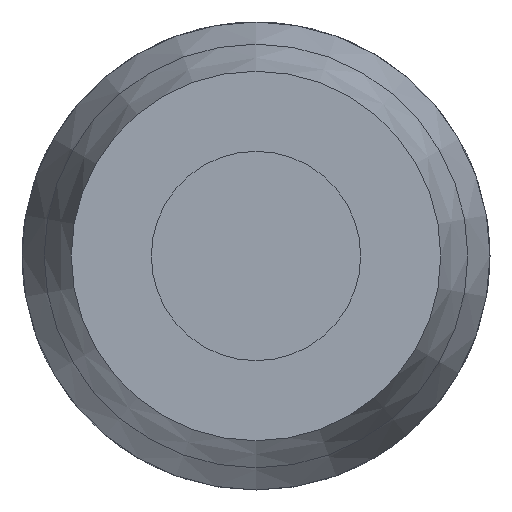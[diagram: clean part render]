
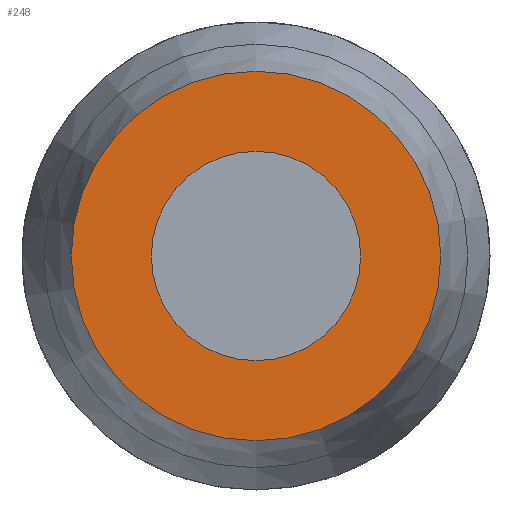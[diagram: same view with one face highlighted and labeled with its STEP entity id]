
A CAD part, front view. The second image highlights one B-rep face of the part: STEP entity #248.
In plain terms, the highlighted planar face has unit normal (0, -1, 0).
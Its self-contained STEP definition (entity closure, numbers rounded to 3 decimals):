
#14 = VERTEX_POINT ( 'NONE', #2690 ) ;
#248 = ADVANCED_FACE ( 'NONE', ( #2315, #3343 ), #504, .T. ) ;
#504 = PLANE ( 'NONE',  #1646 ) ;
#554 = DIRECTION ( 'NONE',  ( 0., 0., 1. ) ) ;
#919 = ORIENTED_EDGE ( 'NONE', *, *, #1427, .F. ) ;
#930 = EDGE_CURVE ( 'NONE', #14, #14, #1786, .T. ) ;
#1121 = CARTESIAN_POINT ( 'NONE',  ( 0., -43., 0. ) ) ;
#1182 = VERTEX_POINT ( 'NONE', #3283 ) ;
#1353 = AXIS2_PLACEMENT_3D ( 'NONE', #1121, #3521, #554 ) ;
#1418 = DIRECTION ( 'NONE',  ( 0., -1., 0. ) ) ;
#1427 = EDGE_CURVE ( 'NONE', #1182, #1182, #3392, .T. ) ;
#1488 = ORIENTED_EDGE ( 'NONE', *, *, #930, .F. ) ;
#1553 = AXIS2_PLACEMENT_3D ( 'NONE', #3501, #1418, #2283 ) ;
#1646 = AXIS2_PLACEMENT_3D ( 'NONE', #3495, #1930, #2234 ) ;
#1763 = EDGE_LOOP ( 'NONE', ( #1488 ) ) ;
#1786 = CIRCLE ( 'NONE', #1553, 4.25 ) ;
#1930 = DIRECTION ( 'NONE',  ( 0., -1., 0. ) ) ;
#2060 = EDGE_LOOP ( 'NONE', ( #919 ) ) ;
#2234 = DIRECTION ( 'NONE',  ( 0., 0., -1. ) ) ;
#2283 = DIRECTION ( 'NONE',  ( 0., 0., -1. ) ) ;
#2315 = FACE_OUTER_BOUND ( 'NONE', #2060, .T. ) ;
#2690 = CARTESIAN_POINT ( 'NONE',  ( 0., -43., -4.25 ) ) ;
#3283 = CARTESIAN_POINT ( 'NONE',  ( 0., -43., 7.5 ) ) ;
#3343 = FACE_BOUND ( 'NONE', #1763, .T. ) ;
#3392 = CIRCLE ( 'NONE', #1353, 7.5 ) ;
#3495 = CARTESIAN_POINT ( 'NONE',  ( 0., -43., 0. ) ) ;
#3501 = CARTESIAN_POINT ( 'NONE',  ( 0., -43., 0. ) ) ;
#3521 = DIRECTION ( 'NONE',  ( 0., 1., 0. ) ) ;
